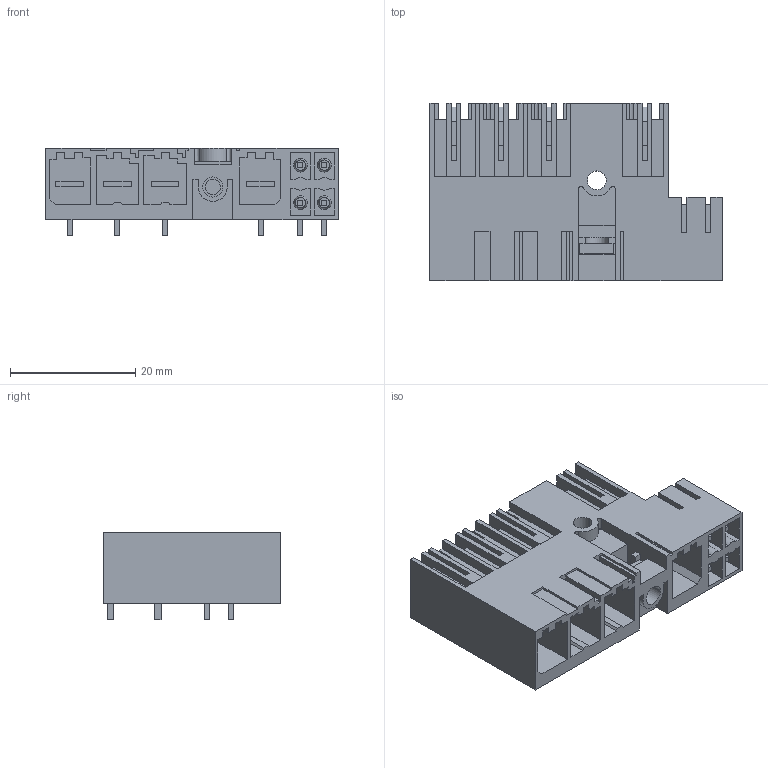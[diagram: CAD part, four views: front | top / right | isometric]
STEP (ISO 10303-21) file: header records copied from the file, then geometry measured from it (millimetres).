
FILE_DESCRIPTION(('CATIA V5 STEP','CAx-IF Rec.Pracs.--- Model Styling and Organization---1.4--- 2014-01-23'),'2;1');
FILE_NAME ('300107-1_1', '2023-09-25T08:22:10+00:00', ('none'), ('Weidmueller'), 'CATIA Version 5-6 Release 2016 SP3 HF44', 'CATIA V5 STEP AP214', 'none');
FILE_SCHEMA(('AUTOMOTIVE_DESIGN { 1 0 10303 214 1 1 1 1 }'));
Length unit declared in the file: millimetre
Products named in the file (1): 2529980000
Bounding box: 46.69 x 28.3 x 14 mm (x, y, z)
Volume: 7260.8 mm3; surface area: 10679.4 mm2
Topology: 10 solids, 10 shells, 677 faces, 2024 edges, 1377 vertices
Faces by surface type: plane 636, cylinder 33, cone 8
Entity records: 21244 total; most frequent: ORIENTED_EDGE 4048, CARTESIAN_POINT 3897, DIRECTION 2855, EDGE_CURVE 2024, VECTOR 1933, LINE 1933, VERTEX_POINT 1377, EDGE_LOOP 709
